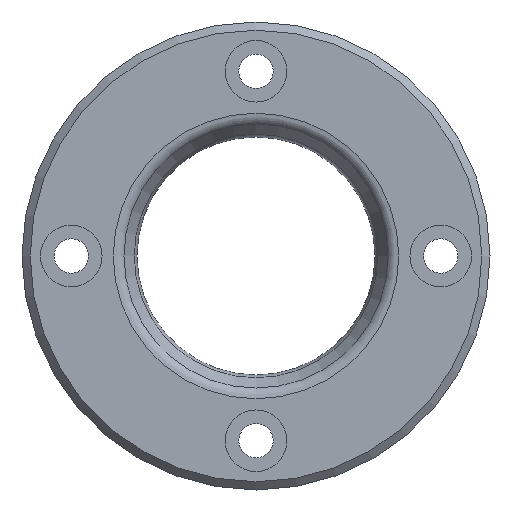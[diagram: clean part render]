
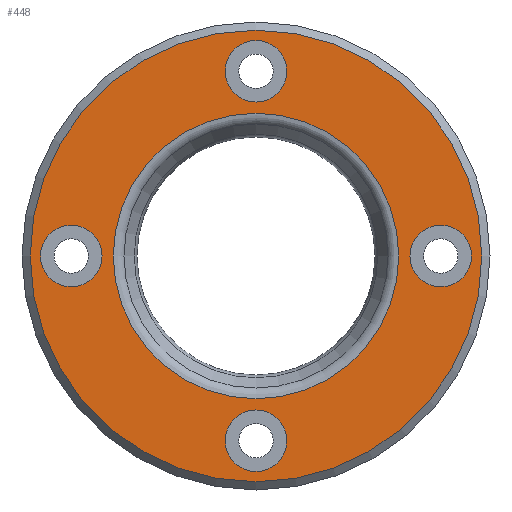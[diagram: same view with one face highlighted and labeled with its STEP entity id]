
A CAD part, front view. The second image highlights one B-rep face of the part: STEP entity #448.
In plain terms, the highlighted planar face has unit normal (0, -1, 0).
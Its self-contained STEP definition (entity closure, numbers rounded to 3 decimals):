
#3 = FACE_BOUND ( 'NONE', #506, .T. ) ;
#7 = VERTEX_POINT ( 'NONE', #197 ) ;
#16 = CARTESIAN_POINT ( 'NONE',  ( 0., 0., 34.774 ) ) ;
#29 = CARTESIAN_POINT ( 'NONE',  ( 0., 0., 45. ) ) ;
#45 = AXIS2_PLACEMENT_3D ( 'NONE', #334, #251, #508 ) ;
#55 = PLANE ( 'NONE',  #224 ) ;
#95 = DIRECTION ( 'NONE',  ( 0., 0., -1. ) ) ;
#98 = VERTEX_POINT ( 'NONE', #429 ) ;
#104 = DIRECTION ( 'NONE',  ( 0., 0., 1. ) ) ;
#121 = AXIS2_PLACEMENT_3D ( 'NONE', #458, #328, #471 ) ;
#126 = ORIENTED_EDGE ( 'NONE', *, *, #609, .T. ) ;
#129 = CIRCLE ( 'NONE', #208, 34.774 ) ;
#170 = VERTEX_POINT ( 'NONE', #16 ) ;
#175 = EDGE_LOOP ( 'NONE', ( #126 ) ) ;
#176 = DIRECTION ( 'NONE',  ( 0., 0., -1. ) ) ;
#181 = DIRECTION ( 'NONE',  ( 0., -1., 0. ) ) ;
#197 = CARTESIAN_POINT ( 'NONE',  ( 45., 0., -7.5 ) ) ;
#208 = AXIS2_PLACEMENT_3D ( 'NONE', #467, #337, #453 ) ;
#220 = ORIENTED_EDGE ( 'NONE', *, *, #432, .F. ) ;
#224 = AXIS2_PLACEMENT_3D ( 'NONE', #526, #426, #104 ) ;
#231 = EDGE_LOOP ( 'NONE', ( #493 ) ) ;
#239 = CARTESIAN_POINT ( 'NONE',  ( 0., 0., 37.5 ) ) ;
#245 = VERTEX_POINT ( 'NONE', #317 ) ;
#250 = AXIS2_PLACEMENT_3D ( 'NONE', #409, #286, #95 ) ;
#251 = DIRECTION ( 'NONE',  ( 0., -1., 0. ) ) ;
#255 = DIRECTION ( 'NONE',  ( 0., 0., 1. ) ) ;
#261 = CIRCLE ( 'NONE', #424, 7.5 ) ;
#286 = DIRECTION ( 'NONE',  ( 0., -1., 0. ) ) ;
#290 = FACE_BOUND ( 'NONE', #175, .T. ) ;
#298 = DIRECTION ( 'NONE',  ( 0., 1., 0. ) ) ;
#307 = CIRCLE ( 'NONE', #121, 7.5 ) ;
#317 = CARTESIAN_POINT ( 'NONE',  ( -45., 0., -7.5 ) ) ;
#326 = ORIENTED_EDGE ( 'NONE', *, *, #537, .F. ) ;
#327 = CARTESIAN_POINT ( 'NONE',  ( 0., 0., -52.5 ) ) ;
#328 = DIRECTION ( 'NONE',  ( 0., -1., 0. ) ) ;
#334 = CARTESIAN_POINT ( 'NONE',  ( 0., 0., -45. ) ) ;
#337 = DIRECTION ( 'NONE',  ( 0., 1., 0. ) ) ;
#345 = EDGE_CURVE ( 'NONE', #412, #412, #261, .T. ) ;
#366 = CARTESIAN_POINT ( 'NONE',  ( 0., 0., 0. ) ) ;
#374 = FACE_BOUND ( 'NONE', #446, .T. ) ;
#377 = ORIENTED_EDGE ( 'NONE', *, *, #345, .F. ) ;
#409 = CARTESIAN_POINT ( 'NONE',  ( 45., 0., 0. ) ) ;
#411 = CIRCLE ( 'NONE', #530, 55. ) ;
#412 = VERTEX_POINT ( 'NONE', #239 ) ;
#413 = FACE_BOUND ( 'NONE', #418, .T. ) ;
#418 = EDGE_LOOP ( 'NONE', ( #326 ) ) ;
#424 = AXIS2_PLACEMENT_3D ( 'NONE', #29, #181, #176 ) ;
#426 = DIRECTION ( 'NONE',  ( 0., 1., 0. ) ) ;
#429 = CARTESIAN_POINT ( 'NONE',  ( 0., 0., 55. ) ) ;
#432 = EDGE_CURVE ( 'NONE', #245, #245, #307, .T. ) ;
#446 = EDGE_LOOP ( 'NONE', ( #220 ) ) ;
#448 = ADVANCED_FACE ( 'NONE', ( #3, #374, #413, #571, #608, #290 ), #55, .F. ) ;
#453 = DIRECTION ( 'NONE',  ( 0., 0., 1. ) ) ;
#458 = CARTESIAN_POINT ( 'NONE',  ( -45., 0., 0. ) ) ;
#467 = CARTESIAN_POINT ( 'NONE',  ( 0., 0., 0. ) ) ;
#471 = DIRECTION ( 'NONE',  ( 0., 0., -1. ) ) ;
#478 = CIRCLE ( 'NONE', #45, 7.5 ) ;
#493 = ORIENTED_EDGE ( 'NONE', *, *, #575, .F. ) ;
#500 = EDGE_CURVE ( 'NONE', #7, #7, #531, .T. ) ;
#506 = EDGE_LOOP ( 'NONE', ( #377 ) ) ;
#508 = DIRECTION ( 'NONE',  ( 0., 0., -1. ) ) ;
#526 = CARTESIAN_POINT ( 'NONE',  ( 34.774, 0., 0. ) ) ;
#530 = AXIS2_PLACEMENT_3D ( 'NONE', #366, #298, #255 ) ;
#531 = CIRCLE ( 'NONE', #250, 7.5 ) ;
#537 = EDGE_CURVE ( 'NONE', #600, #600, #478, .T. ) ;
#540 = EDGE_LOOP ( 'NONE', ( #599 ) ) ;
#571 = FACE_BOUND ( 'NONE', #540, .T. ) ;
#575 = EDGE_CURVE ( 'NONE', #98, #98, #411, .T. ) ;
#599 = ORIENTED_EDGE ( 'NONE', *, *, #500, .F. ) ;
#600 = VERTEX_POINT ( 'NONE', #327 ) ;
#608 = FACE_OUTER_BOUND ( 'NONE', #231, .T. ) ;
#609 = EDGE_CURVE ( 'NONE', #170, #170, #129, .T. ) ;
